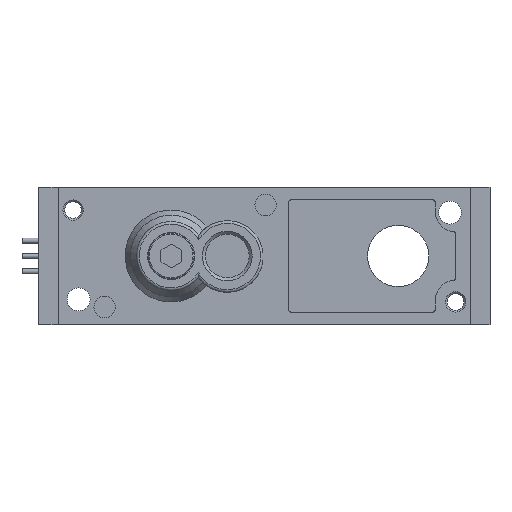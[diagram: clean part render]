
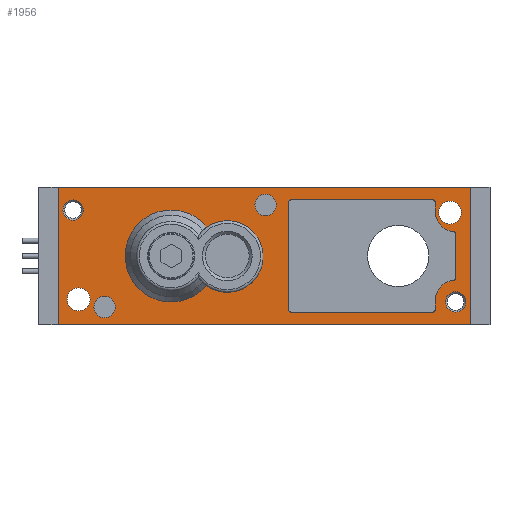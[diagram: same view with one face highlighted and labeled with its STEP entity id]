
A CAD part, front view. The second image highlights one B-rep face of the part: STEP entity #1956.
In plain terms, the highlighted planar face has unit normal (0, -1, 0).
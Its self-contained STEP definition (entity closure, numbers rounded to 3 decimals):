
#37=PLANE('',#2098);
#112=CIRCLE('',#2073,9.019);
#121=CIRCLE('',#2099,2.);
#122=CIRCLE('',#2100,2.);
#123=CIRCLE('',#2101,2.25);
#124=CIRCLE('',#2102,2.25);
#125=CIRCLE('',#2103,0.5);
#126=CIRCLE('',#2104,4.);
#127=CIRCLE('',#2105,0.5);
#128=CIRCLE('',#2106,0.5);
#129=CIRCLE('',#2107,0.5);
#130=CIRCLE('',#2108,0.5);
#131=CIRCLE('',#2109,4.);
#132=CIRCLE('',#2110,0.5);
#133=CIRCLE('',#2111,7.);
#134=CIRCLE('',#2112,2.1);
#135=CIRCLE('',#2113,2.1);
#296=ORIENTED_EDGE('',*,*,#825,.T.);
#297=ORIENTED_EDGE('',*,*,#826,.F.);
#298=ORIENTED_EDGE('',*,*,#827,.F.);
#299=ORIENTED_EDGE('',*,*,#828,.F.);
#300=ORIENTED_EDGE('',*,*,#829,.F.);
#301=ORIENTED_EDGE('',*,*,#830,.T.);
#302=ORIENTED_EDGE('',*,*,#831,.F.);
#303=ORIENTED_EDGE('',*,*,#832,.F.);
#304=ORIENTED_EDGE('',*,*,#833,.F.);
#305=ORIENTED_EDGE('',*,*,#834,.F.);
#306=ORIENTED_EDGE('',*,*,#835,.F.);
#307=ORIENTED_EDGE('',*,*,#836,.F.);
#308=ORIENTED_EDGE('',*,*,#837,.F.);
#309=ORIENTED_EDGE('',*,*,#838,.F.);
#310=ORIENTED_EDGE('',*,*,#839,.F.);
#311=ORIENTED_EDGE('',*,*,#840,.T.);
#312=ORIENTED_EDGE('',*,*,#841,.F.);
#313=ORIENTED_EDGE('',*,*,#842,.F.);
#314=ORIENTED_EDGE('',*,*,#843,.F.);
#315=ORIENTED_EDGE('',*,*,#746,.F.);
#316=ORIENTED_EDGE('',*,*,#844,.T.);
#317=ORIENTED_EDGE('',*,*,#845,.T.);
#318=ORIENTED_EDGE('',*,*,#846,.T.);
#319=ORIENTED_EDGE('',*,*,#847,.F.);
#320=ORIENTED_EDGE('',*,*,#848,.F.);
#321=ORIENTED_EDGE('',*,*,#823,.T.);
#746=EDGE_CURVE('',#1016,#1015,#112,.F.);
#823=EDGE_CURVE('',#1081,#1080,#1272,.T.);
#825=EDGE_CURVE('',#1082,#1082,#121,.T.);
#826=EDGE_CURVE('',#1083,#1083,#122,.T.);
#827=EDGE_CURVE('',#1084,#1084,#123,.F.);
#828=EDGE_CURVE('',#1085,#1085,#124,.F.);
#829=EDGE_CURVE('',#1086,#1087,#125,.F.);
#830=EDGE_CURVE('',#1086,#1088,#126,.F.);
#831=EDGE_CURVE('',#1089,#1088,#1274,.T.);
#832=EDGE_CURVE('',#1090,#1089,#127,.F.);
#833=EDGE_CURVE('',#1091,#1090,#1275,.T.);
#834=EDGE_CURVE('',#1092,#1091,#128,.F.);
#835=EDGE_CURVE('',#1093,#1092,#1276,.T.);
#836=EDGE_CURVE('',#1094,#1093,#129,.F.);
#837=EDGE_CURVE('',#1095,#1094,#1277,.T.);
#838=EDGE_CURVE('',#1096,#1095,#130,.F.);
#839=EDGE_CURVE('',#1097,#1096,#1278,.T.);
#840=EDGE_CURVE('',#1097,#1098,#131,.F.);
#841=EDGE_CURVE('',#1099,#1098,#132,.F.);
#842=EDGE_CURVE('',#1087,#1099,#1279,.T.);
#843=EDGE_CURVE('',#1015,#1016,#133,.F.);
#844=EDGE_CURVE('',#1100,#1100,#134,.T.);
#845=EDGE_CURVE('',#1101,#1101,#135,.T.);
#846=EDGE_CURVE('',#1080,#1102,#1280,.T.);
#847=EDGE_CURVE('',#1103,#1102,#1281,.T.);
#848=EDGE_CURVE('',#1081,#1103,#1282,.T.);
#1015=VERTEX_POINT('',#2875);
#1016=VERTEX_POINT('',#2880);
#1080=VERTEX_POINT('',#3037);
#1081=VERTEX_POINT('',#3039);
#1082=VERTEX_POINT('',#3043);
#1083=VERTEX_POINT('',#3045);
#1084=VERTEX_POINT('',#3047);
#1085=VERTEX_POINT('',#3049);
#1086=VERTEX_POINT('',#3051);
#1087=VERTEX_POINT('',#3052);
#1088=VERTEX_POINT('',#3054);
#1089=VERTEX_POINT('',#3056);
#1090=VERTEX_POINT('',#3058);
#1091=VERTEX_POINT('',#3060);
#1092=VERTEX_POINT('',#3062);
#1093=VERTEX_POINT('',#3064);
#1094=VERTEX_POINT('',#3066);
#1095=VERTEX_POINT('',#3068);
#1096=VERTEX_POINT('',#3070);
#1097=VERTEX_POINT('',#3072);
#1098=VERTEX_POINT('',#3074);
#1099=VERTEX_POINT('',#3076);
#1100=VERTEX_POINT('',#3080);
#1101=VERTEX_POINT('',#3082);
#1102=VERTEX_POINT('',#3084);
#1103=VERTEX_POINT('',#3086);
#1272=LINE('',#3038,#1459);
#1274=LINE('',#3055,#1461);
#1275=LINE('',#3059,#1462);
#1276=LINE('',#3063,#1463);
#1277=LINE('',#3067,#1464);
#1278=LINE('',#3071,#1465);
#1279=LINE('',#3077,#1466);
#1280=LINE('',#3083,#1467);
#1281=LINE('',#3085,#1468);
#1282=LINE('',#3087,#1469);
#1459=VECTOR('',#2401,1000.);
#1461=VECTOR('',#2417,1000.);
#1462=VECTOR('',#2420,1000.);
#1463=VECTOR('',#2423,1000.);
#1464=VECTOR('',#2426,1000.);
#1465=VECTOR('',#2429,1000.);
#1466=VECTOR('',#2434,1000.);
#1467=VECTOR('',#2441,1000.);
#1468=VECTOR('',#2442,1000.);
#1469=VECTOR('',#2443,1000.);
#1594=EDGE_LOOP('',(#296));
#1595=EDGE_LOOP('',(#297));
#1596=EDGE_LOOP('',(#298));
#1597=EDGE_LOOP('',(#299));
#1598=EDGE_LOOP('',(#300,#301,#302,#303,#304,#305,#306,#307,#308,#309,#310,
#311,#312,#313));
#1599=EDGE_LOOP('',(#314,#315));
#1600=EDGE_LOOP('',(#316));
#1601=EDGE_LOOP('',(#317));
#1602=EDGE_LOOP('',(#318,#319,#320,#321));
#1758=FACE_BOUND('',#1594,.T.);
#1759=FACE_BOUND('',#1595,.T.);
#1760=FACE_BOUND('',#1596,.T.);
#1761=FACE_BOUND('',#1597,.T.);
#1762=FACE_BOUND('',#1598,.T.);
#1763=FACE_BOUND('',#1599,.T.);
#1764=FACE_BOUND('',#1600,.T.);
#1765=FACE_BOUND('',#1601,.T.);
#1766=FACE_BOUND('',#1602,.T.);
#1956=ADVANCED_FACE('',(#1758,#1759,#1760,#1761,#1762,#1763,#1764,#1765,
#1766),#37,.F.);
#2073=AXIS2_PLACEMENT_3D('',#2881,#2283,#2284);
#2098=AXIS2_PLACEMENT_3D('',#3041,#2403,#2404);
#2099=AXIS2_PLACEMENT_3D('',#3042,#2405,#2406);
#2100=AXIS2_PLACEMENT_3D('',#3044,#2407,#2408);
#2101=AXIS2_PLACEMENT_3D('',#3046,#2409,#2410);
#2102=AXIS2_PLACEMENT_3D('',#3048,#2411,#2412);
#2103=AXIS2_PLACEMENT_3D('',#3050,#2413,#2414);
#2104=AXIS2_PLACEMENT_3D('',#3053,#2415,#2416);
#2105=AXIS2_PLACEMENT_3D('',#3057,#2418,#2419);
#2106=AXIS2_PLACEMENT_3D('',#3061,#2421,#2422);
#2107=AXIS2_PLACEMENT_3D('',#3065,#2424,#2425);
#2108=AXIS2_PLACEMENT_3D('',#3069,#2427,#2428);
#2109=AXIS2_PLACEMENT_3D('',#3073,#2430,#2431);
#2110=AXIS2_PLACEMENT_3D('',#3075,#2432,#2433);
#2111=AXIS2_PLACEMENT_3D('',#3078,#2435,#2436);
#2112=AXIS2_PLACEMENT_3D('',#3079,#2437,#2438);
#2113=AXIS2_PLACEMENT_3D('',#3081,#2439,#2440);
#2283=DIRECTION('',(0.,1.,0.));
#2284=DIRECTION('',(0.,0.,1.));
#2401=DIRECTION('',(0.,0.,-1.));
#2403=DIRECTION('',(0.,1.,0.));
#2404=DIRECTION('',(0.,0.,1.));
#2405=DIRECTION('',(0.,1.,0.));
#2406=DIRECTION('',(0.,0.,1.));
#2407=DIRECTION('',(0.,-1.,0.));
#2408=DIRECTION('',(0.,0.,-1.));
#2409=DIRECTION('',(0.,1.,0.));
#2410=DIRECTION('',(0.,0.,1.));
#2411=DIRECTION('',(0.,1.,0.));
#2412=DIRECTION('',(0.,0.,1.));
#2413=DIRECTION('',(0.,1.,0.));
#2414=DIRECTION('',(0.,0.,1.));
#2415=DIRECTION('',(0.,1.,0.));
#2416=DIRECTION('',(0.,0.,1.));
#2417=DIRECTION('',(0.,0.,1.));
#2418=DIRECTION('',(0.,1.,0.));
#2419=DIRECTION('',(0.,0.,1.));
#2420=DIRECTION('',(1.,0.,0.));
#2421=DIRECTION('',(0.,1.,0.));
#2422=DIRECTION('',(0.,0.,1.));
#2423=DIRECTION('',(0.,0.,-1.));
#2424=DIRECTION('',(0.,1.,0.));
#2425=DIRECTION('',(0.,0.,1.));
#2426=DIRECTION('',(-1.,0.,0.));
#2427=DIRECTION('',(0.,1.,0.));
#2428=DIRECTION('',(0.,0.,1.));
#2429=DIRECTION('',(0.,0.,1.));
#2430=DIRECTION('',(0.,1.,0.));
#2431=DIRECTION('',(0.,0.,1.));
#2432=DIRECTION('',(0.,1.,0.));
#2433=DIRECTION('',(0.,0.,1.));
#2434=DIRECTION('',(0.,0.,1.));
#2435=DIRECTION('',(0.,1.,0.));
#2436=DIRECTION('',(0.,0.,1.));
#2437=DIRECTION('',(0.,1.,0.));
#2438=DIRECTION('',(1.,0.,0.));
#2439=DIRECTION('',(0.,1.,0.));
#2440=DIRECTION('',(1.,0.,0.));
#2441=DIRECTION('',(1.,0.,0.));
#2442=DIRECTION('',(0.,0.,-1.));
#2443=DIRECTION('',(1.,0.,0.));
#2875=CARTESIAN_POINT('',(26.164,17.,-5.784));
#2880=CARTESIAN_POINT('',(26.268,17.,5.657));
#2881=CARTESIAN_POINT('',(19.244,17.,0.));
#3037=CARTESIAN_POINT('',(-2.9,17.,-13.5));
#3038=CARTESIAN_POINT('',(-2.9,17.,13.5));
#3039=CARTESIAN_POINT('',(-2.9,17.,13.5));
#3041=CARTESIAN_POINT('',(-2.9,17.,13.5));
#3042=CARTESIAN_POINT('',(0.02,17.,9.));
#3043=CARTESIAN_POINT('',(0.02,17.,11.));
#3044=CARTESIAN_POINT('',(75.02,17.,-9.));
#3045=CARTESIAN_POINT('',(75.02,17.,-11.));
#3046=CARTESIAN_POINT('',(1.1,17.,-8.5));
#3047=CARTESIAN_POINT('',(1.1,17.,-6.25));
#3048=CARTESIAN_POINT('',(73.9,17.,8.5));
#3049=CARTESIAN_POINT('',(73.9,17.,10.75));
#3050=CARTESIAN_POINT('',(74.5,17.,-4.278));
#3051=CARTESIAN_POINT('',(74.556,17.,-4.775));
#3052=CARTESIAN_POINT('',(75.,17.,-4.278));
#3053=CARTESIAN_POINT('',(75.,17.,-8.75));
#3054=CARTESIAN_POINT('',(71.,17.,-8.75));
#3055=CARTESIAN_POINT('',(71.,17.,13.5));
#3056=CARTESIAN_POINT('',(71.,17.,-10.5));
#3057=CARTESIAN_POINT('',(70.5,17.,-10.5));
#3058=CARTESIAN_POINT('',(70.5,17.,-11.));
#3059=CARTESIAN_POINT('',(-2.9,17.,-11.));
#3060=CARTESIAN_POINT('',(42.75,17.,-11.));
#3061=CARTESIAN_POINT('',(42.75,17.,-10.5));
#3062=CARTESIAN_POINT('',(42.25,17.,-10.5));
#3063=CARTESIAN_POINT('',(42.25,17.,13.5));
#3064=CARTESIAN_POINT('',(42.25,17.,10.5));
#3065=CARTESIAN_POINT('',(42.75,17.,10.5));
#3066=CARTESIAN_POINT('',(42.75,17.,11.));
#3067=CARTESIAN_POINT('',(-2.9,17.,11.));
#3068=CARTESIAN_POINT('',(70.5,17.,11.));
#3069=CARTESIAN_POINT('',(70.5,17.,10.5));
#3070=CARTESIAN_POINT('',(71.,17.,10.5));
#3071=CARTESIAN_POINT('',(71.,17.,13.5));
#3072=CARTESIAN_POINT('',(71.,17.,8.75));
#3073=CARTESIAN_POINT('',(75.,17.,8.75));
#3074=CARTESIAN_POINT('',(74.556,17.,4.775));
#3075=CARTESIAN_POINT('',(74.5,17.,4.278));
#3076=CARTESIAN_POINT('',(75.,17.,4.278));
#3077=CARTESIAN_POINT('',(75.,17.,13.5));
#3078=CARTESIAN_POINT('',(30.25,17.,-0.1));
#3079=CARTESIAN_POINT('',(6.2,17.,-10.));
#3080=CARTESIAN_POINT('',(8.3,17.,-10.));
#3081=CARTESIAN_POINT('',(37.75,17.,10.));
#3082=CARTESIAN_POINT('',(39.85,17.,10.));
#3083=CARTESIAN_POINT('',(-2.9,17.,-13.5));
#3084=CARTESIAN_POINT('',(77.9,17.,-13.5));
#3085=CARTESIAN_POINT('',(77.9,17.,13.5));
#3086=CARTESIAN_POINT('',(77.9,17.,13.5));
#3087=CARTESIAN_POINT('',(-2.9,17.,13.5));
